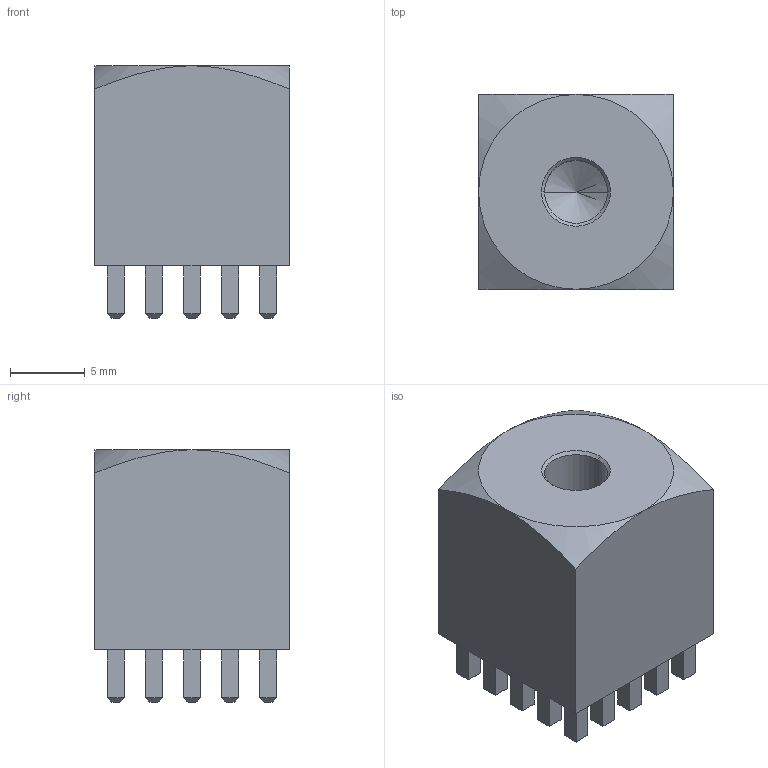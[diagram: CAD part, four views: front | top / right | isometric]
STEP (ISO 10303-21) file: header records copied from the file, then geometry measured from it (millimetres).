
FILE_DESCRIPTION (( 'STEP AP203' ), '1' );
FILE_NAME ('96239-B.STEP', '2013-12-17T20:19:10', ( 'Hajo' ), ( 'Microsoft' ), 'SwSTEP 2.0', 'SolidWorks 2011', '' );
FILE_SCHEMA (( 'CONFIG_CONTROL_DESIGN' ));
Length unit declared in the file: millimetre
Products named in the file (1): 96239-B
Bounding box: 13 x 13 x 16.85 mm (x, y, z)
Volume: 2201.9 mm3; surface area: 1513.6 mm2
Topology: 1 solids, 1 shells, 241 faces, 534 edges, 319 vertices
Faces by surface type: plane 231, cone 8, cylinder 2
Entity records: 6485 total; most frequent: CARTESIAN_POINT 1157, ORIENTED_EDGE 1064, DIRECTION 1018, EDGE_CURVE 532, VECTOR 514, LINE 514, VERTEX_POINT 319, EDGE_LOOP 267
